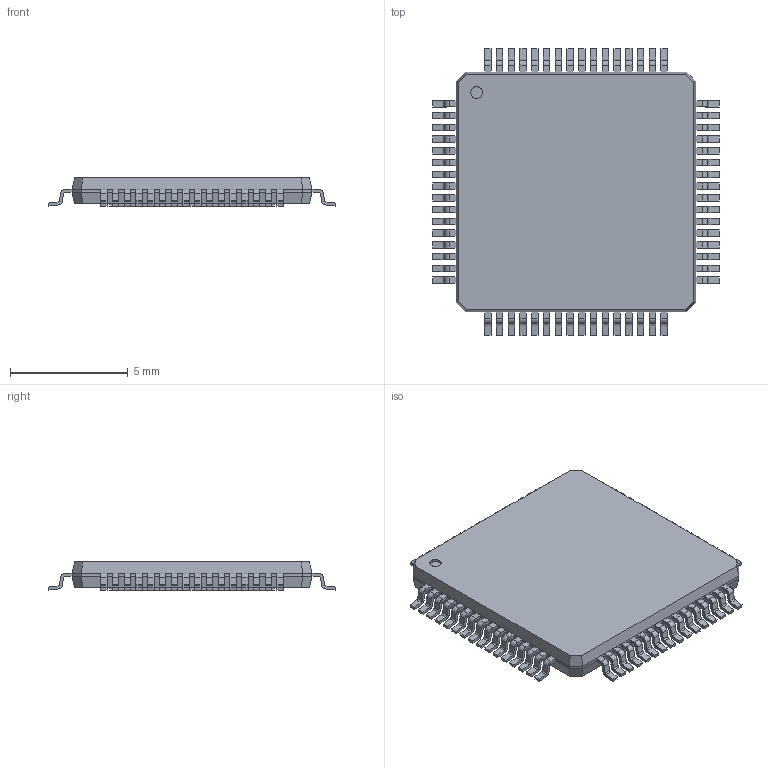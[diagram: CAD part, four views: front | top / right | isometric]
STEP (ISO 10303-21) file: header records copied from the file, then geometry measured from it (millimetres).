
FILE_DESCRIPTION((''),'2;1');
FILE_NAME('QFP50P1200X1200X120-65N-S700.stp','2011-09-16T11:08:50',(''),(''),'Mechanical Desktop 2011','Mechanical Desktop 2011',', , ');
FILE_SCHEMA(('AUTOMOTIVE_DESIGN { 1 2 10303 214 1 1 1 1 }'));
Length unit declared in the file: millimetre
Products named in the file (1): Product
Bounding box: 12.2 x 12.2 x 1.2 mm (x, y, z)
Volume: 120.2 mm3; surface area: 419.8 mm2
Topology: 66 solids, 66 shells, 930 faces, 2377 edges, 1580 vertices
Faces by surface type: bspline 454, plane 346, cylinder 130
Entity records: 29683 total; most frequent: CARTESIAN_POINT 8042, ORIENTED_EDGE 4754, DIRECTION 3847, EDGE_CURVE 2377, VECTOR 1861, LINE 1861, VERTEX_POINT 1580, AXIS2_PLACEMENT_3D 993
